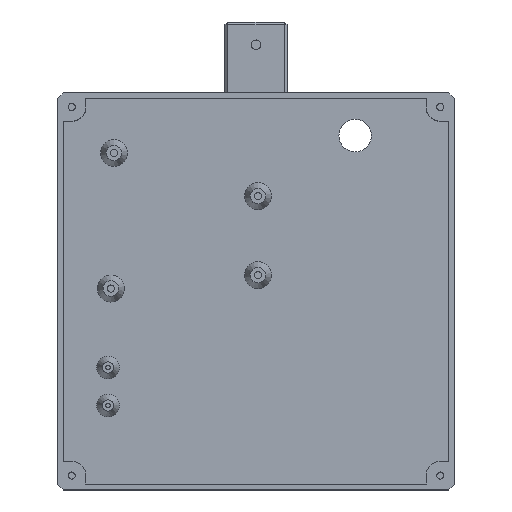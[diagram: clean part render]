
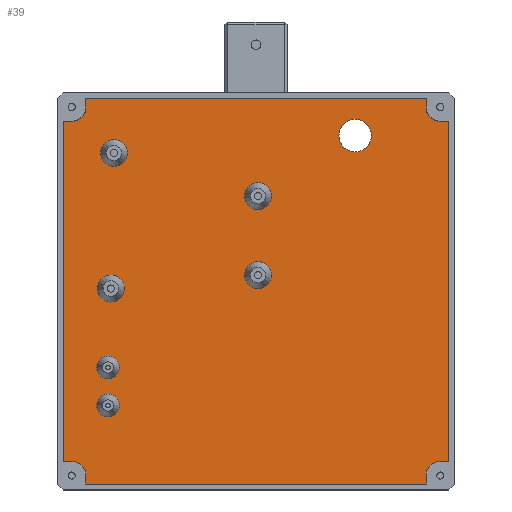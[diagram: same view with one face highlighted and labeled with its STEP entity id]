
A CAD part, top view. The second image highlights one B-rep face of the part: STEP entity #39.
In plain terms, the highlighted planar face has unit normal (0, 0, 1).
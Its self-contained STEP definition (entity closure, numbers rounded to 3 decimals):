
#39 = ADVANCED_FACE('',(#40,#51,#185,#196,#207,#218,#229,#240),#251,.T.
  );
#40 = FACE_BOUND('',#41,.T.);
#41 = EDGE_LOOP('',(#42));
#42 = ORIENTED_EDGE('',*,*,#43,.F.);
#43 = EDGE_CURVE('',#44,#44,#46,.T.);
#44 = VERTEX_POINT('',#45);
#45 = CARTESIAN_POINT('',(-48.2,-40.2,2.));
#46 = CIRCLE('',#47,4.);
#47 = AXIS2_PLACEMENT_3D('',#48,#49,#50);
#48 = CARTESIAN_POINT('',(-52.2,-40.2,2.));
#49 = DIRECTION('',(0.,0.,1.));
#50 = DIRECTION('',(1.,0.,0.));
#51 = FACE_BOUND('',#52,.T.);
#52 = EDGE_LOOP('',(#53,#63,#71,#79,#88,#96,#104,#112,#121,#129,#137,
    #145,#154,#162,#170,#178));
#53 = ORIENTED_EDGE('',*,*,#54,.F.);
#54 = EDGE_CURVE('',#55,#57,#59,.T.);
#55 = VERTEX_POINT('',#56);
#56 = CARTESIAN_POINT('',(-60.,-68.,2.));
#57 = VERTEX_POINT('',#58);
#58 = CARTESIAN_POINT('',(-60.,-65.,2.));
#59 = LINE('',#60,#61);
#60 = CARTESIAN_POINT('',(-60.,-70.,2.));
#61 = VECTOR('',#62,1.);
#62 = DIRECTION('',(0.,1.,0.));
#63 = ORIENTED_EDGE('',*,*,#64,.T.);
#64 = EDGE_CURVE('',#55,#65,#67,.T.);
#65 = VERTEX_POINT('',#66);
#66 = CARTESIAN_POINT('',(60.,-68.,2.));
#67 = LINE('',#68,#69);
#68 = CARTESIAN_POINT('',(-68.,-68.,2.));
#69 = VECTOR('',#70,1.);
#70 = DIRECTION('',(1.,0.,0.));
#71 = ORIENTED_EDGE('',*,*,#72,.F.);
#72 = EDGE_CURVE('',#73,#65,#75,.T.);
#73 = VERTEX_POINT('',#74);
#74 = CARTESIAN_POINT('',(60.,-65.,2.));
#75 = LINE('',#76,#77);
#76 = CARTESIAN_POINT('',(60.,-60.,2.));
#77 = VECTOR('',#78,1.);
#78 = DIRECTION('',(0.,-1.,0.));
#79 = ORIENTED_EDGE('',*,*,#80,.T.);
#80 = EDGE_CURVE('',#73,#81,#83,.T.);
#81 = VERTEX_POINT('',#82);
#82 = CARTESIAN_POINT('',(65.,-60.,2.));
#83 = CIRCLE('',#84,5.);
#84 = AXIS2_PLACEMENT_3D('',#85,#86,#87);
#85 = CARTESIAN_POINT('',(65.,-65.,2.));
#86 = DIRECTION('',(-0.,-0.,-1.));
#87 = DIRECTION('',(0.,-1.,0.));
#88 = ORIENTED_EDGE('',*,*,#89,.F.);
#89 = EDGE_CURVE('',#90,#81,#92,.T.);
#90 = VERTEX_POINT('',#91);
#91 = CARTESIAN_POINT('',(68.,-60.,2.));
#92 = LINE('',#93,#94);
#93 = CARTESIAN_POINT('',(70.,-60.,2.));
#94 = VECTOR('',#95,1.);
#95 = DIRECTION('',(-1.,0.,0.));
#96 = ORIENTED_EDGE('',*,*,#97,.T.);
#97 = EDGE_CURVE('',#90,#98,#100,.T.);
#98 = VERTEX_POINT('',#99);
#99 = CARTESIAN_POINT('',(68.,60.,2.));
#100 = LINE('',#101,#102);
#101 = CARTESIAN_POINT('',(68.,-68.,2.));
#102 = VECTOR('',#103,1.);
#103 = DIRECTION('',(0.,1.,0.));
#104 = ORIENTED_EDGE('',*,*,#105,.F.);
#105 = EDGE_CURVE('',#106,#98,#108,.T.);
#106 = VERTEX_POINT('',#107);
#107 = CARTESIAN_POINT('',(65.,60.,2.));
#108 = LINE('',#109,#110);
#109 = CARTESIAN_POINT('',(60.,60.,2.));
#110 = VECTOR('',#111,1.);
#111 = DIRECTION('',(1.,0.,0.));
#112 = ORIENTED_EDGE('',*,*,#113,.F.);
#113 = EDGE_CURVE('',#114,#106,#116,.T.);
#114 = VERTEX_POINT('',#115);
#115 = CARTESIAN_POINT('',(60.,65.,2.));
#116 = CIRCLE('',#117,5.);
#117 = AXIS2_PLACEMENT_3D('',#118,#119,#120);
#118 = CARTESIAN_POINT('',(65.,65.,2.));
#119 = DIRECTION('',(-0.,0.,1.));
#120 = DIRECTION('',(0.,-1.,0.));
#121 = ORIENTED_EDGE('',*,*,#122,.F.);
#122 = EDGE_CURVE('',#123,#114,#125,.T.);
#123 = VERTEX_POINT('',#124);
#124 = CARTESIAN_POINT('',(60.,68.,2.));
#125 = LINE('',#126,#127);
#126 = CARTESIAN_POINT('',(60.,70.,2.));
#127 = VECTOR('',#128,1.);
#128 = DIRECTION('',(0.,-1.,0.));
#129 = ORIENTED_EDGE('',*,*,#130,.T.);
#130 = EDGE_CURVE('',#123,#131,#133,.T.);
#131 = VERTEX_POINT('',#132);
#132 = CARTESIAN_POINT('',(-60.,68.,2.));
#133 = LINE('',#134,#135);
#134 = CARTESIAN_POINT('',(68.,68.,2.));
#135 = VECTOR('',#136,1.);
#136 = DIRECTION('',(-1.,0.,0.));
#137 = ORIENTED_EDGE('',*,*,#138,.F.);
#138 = EDGE_CURVE('',#139,#131,#141,.T.);
#139 = VERTEX_POINT('',#140);
#140 = CARTESIAN_POINT('',(-60.,65.,2.));
#141 = LINE('',#142,#143);
#142 = CARTESIAN_POINT('',(-60.,60.,2.));
#143 = VECTOR('',#144,1.);
#144 = DIRECTION('',(0.,1.,0.));
#145 = ORIENTED_EDGE('',*,*,#146,.T.);
#146 = EDGE_CURVE('',#139,#147,#149,.T.);
#147 = VERTEX_POINT('',#148);
#148 = CARTESIAN_POINT('',(-65.,60.,2.));
#149 = CIRCLE('',#150,5.);
#150 = AXIS2_PLACEMENT_3D('',#151,#152,#153);
#151 = CARTESIAN_POINT('',(-65.,65.,2.));
#152 = DIRECTION('',(-0.,-0.,-1.));
#153 = DIRECTION('',(0.,-1.,0.));
#154 = ORIENTED_EDGE('',*,*,#155,.F.);
#155 = EDGE_CURVE('',#156,#147,#158,.T.);
#156 = VERTEX_POINT('',#157);
#157 = CARTESIAN_POINT('',(-68.,60.,2.));
#158 = LINE('',#159,#160);
#159 = CARTESIAN_POINT('',(-70.,60.,2.));
#160 = VECTOR('',#161,1.);
#161 = DIRECTION('',(1.,0.,0.));
#162 = ORIENTED_EDGE('',*,*,#163,.T.);
#163 = EDGE_CURVE('',#156,#164,#166,.T.);
#164 = VERTEX_POINT('',#165);
#165 = CARTESIAN_POINT('',(-68.,-60.,2.));
#166 = LINE('',#167,#168);
#167 = CARTESIAN_POINT('',(-68.,68.,2.));
#168 = VECTOR('',#169,1.);
#169 = DIRECTION('',(0.,-1.,0.));
#170 = ORIENTED_EDGE('',*,*,#171,.F.);
#171 = EDGE_CURVE('',#172,#164,#174,.T.);
#172 = VERTEX_POINT('',#173);
#173 = CARTESIAN_POINT('',(-65.,-60.,2.));
#174 = LINE('',#175,#176);
#175 = CARTESIAN_POINT('',(-60.,-60.,2.));
#176 = VECTOR('',#177,1.);
#177 = DIRECTION('',(-1.,0.,0.));
#178 = ORIENTED_EDGE('',*,*,#179,.T.);
#179 = EDGE_CURVE('',#172,#57,#180,.T.);
#180 = CIRCLE('',#181,5.);
#181 = AXIS2_PLACEMENT_3D('',#182,#183,#184);
#182 = CARTESIAN_POINT('',(-65.,-65.,2.));
#183 = DIRECTION('',(-0.,-0.,-1.));
#184 = DIRECTION('',(0.,-1.,0.));
#185 = FACE_BOUND('',#186,.T.);
#186 = EDGE_LOOP('',(#187));
#187 = ORIENTED_EDGE('',*,*,#188,.F.);
#188 = EDGE_CURVE('',#189,#189,#191,.T.);
#189 = VERTEX_POINT('',#190);
#190 = CARTESIAN_POINT('',(-51.2,5.8,2.));
#191 = CIRCLE('',#192,4.75);
#192 = AXIS2_PLACEMENT_3D('',#193,#194,#195);
#193 = CARTESIAN_POINT('',(-51.2,1.05,2.));
#194 = DIRECTION('',(0.,-0.,1.));
#195 = DIRECTION('',(0.,1.,0.));
#196 = FACE_BOUND('',#197,.T.);
#197 = EDGE_LOOP('',(#198));
#198 = ORIENTED_EDGE('',*,*,#199,.F.);
#199 = EDGE_CURVE('',#200,#200,#202,.T.);
#200 = VERTEX_POINT('',#201);
#201 = CARTESIAN_POINT('',(0.7,10.5,2.));
#202 = CIRCLE('',#203,4.75);
#203 = AXIS2_PLACEMENT_3D('',#204,#205,#206);
#204 = CARTESIAN_POINT('',(0.7,5.75,2.));
#205 = DIRECTION('',(0.,-0.,1.));
#206 = DIRECTION('',(0.,1.,0.));
#207 = FACE_BOUND('',#208,.T.);
#208 = EDGE_LOOP('',(#209));
#209 = ORIENTED_EDGE('',*,*,#210,.F.);
#210 = EDGE_CURVE('',#211,#211,#213,.T.);
#211 = VERTEX_POINT('',#212);
#212 = CARTESIAN_POINT('',(-50.1,53.6,2.));
#213 = CIRCLE('',#214,4.75);
#214 = AXIS2_PLACEMENT_3D('',#215,#216,#217);
#215 = CARTESIAN_POINT('',(-50.1,48.85,2.));
#216 = DIRECTION('',(0.,-0.,1.));
#217 = DIRECTION('',(0.,1.,0.));
#218 = FACE_BOUND('',#219,.T.);
#219 = EDGE_LOOP('',(#220));
#220 = ORIENTED_EDGE('',*,*,#221,.F.);
#221 = EDGE_CURVE('',#222,#222,#224,.T.);
#222 = VERTEX_POINT('',#223);
#223 = CARTESIAN_POINT('',(0.7,38.4,2.));
#224 = CIRCLE('',#225,4.75);
#225 = AXIS2_PLACEMENT_3D('',#226,#227,#228);
#226 = CARTESIAN_POINT('',(0.7,33.65,2.));
#227 = DIRECTION('',(0.,-0.,1.));
#228 = DIRECTION('',(0.,1.,0.));
#229 = FACE_BOUND('',#230,.T.);
#230 = EDGE_LOOP('',(#231));
#231 = ORIENTED_EDGE('',*,*,#232,.F.);
#232 = EDGE_CURVE('',#233,#233,#235,.T.);
#233 = VERTEX_POINT('',#234);
#234 = CARTESIAN_POINT('',(40.75,55.,2.));
#235 = CIRCLE('',#236,5.75);
#236 = AXIS2_PLACEMENT_3D('',#237,#238,#239);
#237 = CARTESIAN_POINT('',(35.,55.,2.));
#238 = DIRECTION('',(0.,0.,1.));
#239 = DIRECTION('',(1.,0.,0.));
#240 = FACE_BOUND('',#241,.T.);
#241 = EDGE_LOOP('',(#242));
#242 = ORIENTED_EDGE('',*,*,#243,.F.);
#243 = EDGE_CURVE('',#244,#244,#246,.T.);
#244 = VERTEX_POINT('',#245);
#245 = CARTESIAN_POINT('',(-48.2,-26.8,2.));
#246 = CIRCLE('',#247,4.);
#247 = AXIS2_PLACEMENT_3D('',#248,#249,#250);
#248 = CARTESIAN_POINT('',(-52.2,-26.8,2.));
#249 = DIRECTION('',(0.,0.,1.));
#250 = DIRECTION('',(1.,0.,0.));
#251 = PLANE('',#252);
#252 = AXIS2_PLACEMENT_3D('',#253,#254,#255);
#253 = CARTESIAN_POINT('',(0.,0.,2.));
#254 = DIRECTION('',(0.,0.,1.));
#255 = DIRECTION('',(1.,0.,0.));
